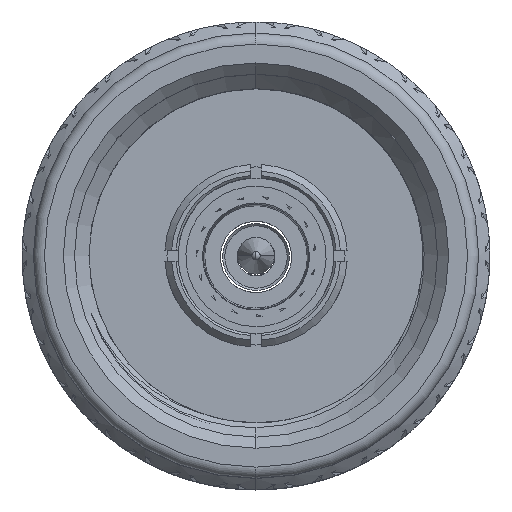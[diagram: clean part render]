
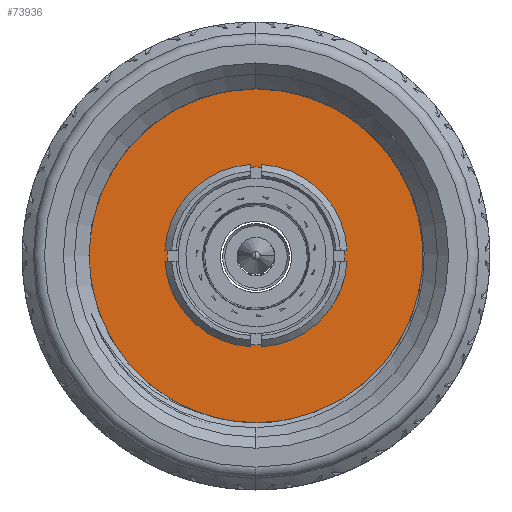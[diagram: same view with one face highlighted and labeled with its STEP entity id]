
A CAD part, top view. The second image highlights one B-rep face of the part: STEP entity #73936.
In plain terms, the highlighted planar face has unit normal (0, 0, 1).
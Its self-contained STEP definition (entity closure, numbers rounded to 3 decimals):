
#1960 = PLANE ( 'NONE',  #48951 ) ;
#4755 = EDGE_CURVE ( 'NONE', #100436, #95193, #110218, .T. ) ;
#7521 = ORIENTED_EDGE ( 'NONE', *, *, #15178, .F. ) ;
#8945 = CIRCLE ( 'NONE', #109186, 4. ) ;
#9287 = DIRECTION ( 'NONE',  ( -1., 0., 0. ) ) ;
#11013 = ORIENTED_EDGE ( 'NONE', *, *, #4755, .T. ) ;
#11617 = CIRCLE ( 'NONE', #105983, 7.85 ) ;
#11703 = DIRECTION ( 'NONE',  ( 0., 0., -1. ) ) ;
#14448 = ORIENTED_EDGE ( 'NONE', *, *, #22549, .F. ) ;
#15178 = EDGE_CURVE ( 'NONE', #37264, #22491, #15231, .T. ) ;
#15231 = CIRCLE ( 'NONE', #92354, 7.85 ) ;
#16231 = DIRECTION ( 'NONE',  ( -1., 0., 0. ) ) ;
#20238 = DIRECTION ( 'NONE',  ( -1., 0., 0. ) ) ;
#21575 = AXIS2_PLACEMENT_3D ( 'NONE', #93851, #38379, #20238 ) ;
#22491 = VERTEX_POINT ( 'NONE', #72659 ) ;
#22549 = EDGE_CURVE ( 'NONE', #22491, #37264, #11617, .T. ) ;
#24259 = EDGE_LOOP ( 'NONE', ( #11013, #50025 ) ) ;
#28129 = EDGE_LOOP ( 'NONE', ( #7521, #14448 ) ) ;
#32983 = CARTESIAN_POINT ( 'NONE',  ( -4., 0., 11.5 ) ) ;
#33690 = CARTESIAN_POINT ( 'NONE',  ( 4., 0., 11.5 ) ) ;
#37264 = VERTEX_POINT ( 'NONE', #108783 ) ;
#38379 = DIRECTION ( 'NONE',  ( 0., 0., -1. ) ) ;
#40561 = FACE_BOUND ( 'NONE', #24259, .T. ) ;
#45790 = DIRECTION ( 'NONE',  ( 0., 0., -1. ) ) ;
#48951 = AXIS2_PLACEMENT_3D ( 'NONE', #68280, #76754, #66503 ) ;
#50025 = ORIENTED_EDGE ( 'NONE', *, *, #109230, .T. ) ;
#56930 = CARTESIAN_POINT ( 'NONE',  ( 0., 0., 11.5 ) ) ;
#66503 = DIRECTION ( 'NONE',  ( -1., 0., 0. ) ) ;
#68280 = CARTESIAN_POINT ( 'NONE',  ( 0., 0., 11.5 ) ) ;
#72659 = CARTESIAN_POINT ( 'NONE',  ( 7.85, 0., 11.5 ) ) ;
#73936 = ADVANCED_FACE ( 'NONE', ( #111751, #40561 ), #1960, .F. ) ;
#76754 = DIRECTION ( 'NONE',  ( 0., 0., -1. ) ) ;
#85327 = CARTESIAN_POINT ( 'NONE',  ( 0., 0., 11.5 ) ) ;
#92354 = AXIS2_PLACEMENT_3D ( 'NONE', #85327, #11703, #102232 ) ;
#93851 = CARTESIAN_POINT ( 'NONE',  ( 0., 0., 11.5 ) ) ;
#95193 = VERTEX_POINT ( 'NONE', #33690 ) ;
#98923 = CARTESIAN_POINT ( 'NONE',  ( 0., 0., 11.5 ) ) ;
#100436 = VERTEX_POINT ( 'NONE', #32983 ) ;
#102232 = DIRECTION ( 'NONE',  ( -1., 0., 0. ) ) ;
#105983 = AXIS2_PLACEMENT_3D ( 'NONE', #56930, #110639, #9287 ) ;
#108783 = CARTESIAN_POINT ( 'NONE',  ( -7.85, 0., 11.5 ) ) ;
#109186 = AXIS2_PLACEMENT_3D ( 'NONE', #98923, #45790, #16231 ) ;
#109230 = EDGE_CURVE ( 'NONE', #95193, #100436, #8945, .T. ) ;
#110218 = CIRCLE ( 'NONE', #21575, 4. ) ;
#110639 = DIRECTION ( 'NONE',  ( 0., 0., -1. ) ) ;
#111751 = FACE_OUTER_BOUND ( 'NONE', #28129, .T. ) ;
